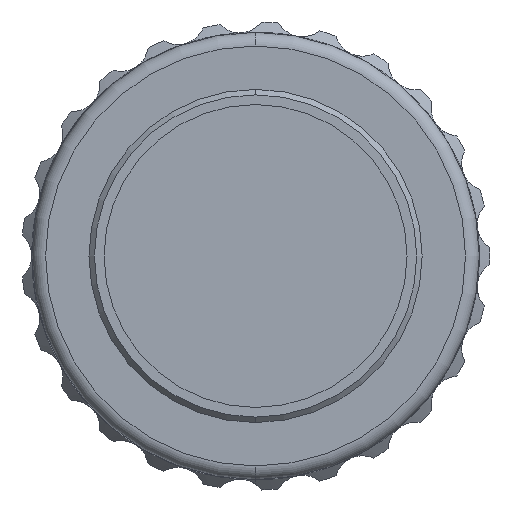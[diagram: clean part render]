
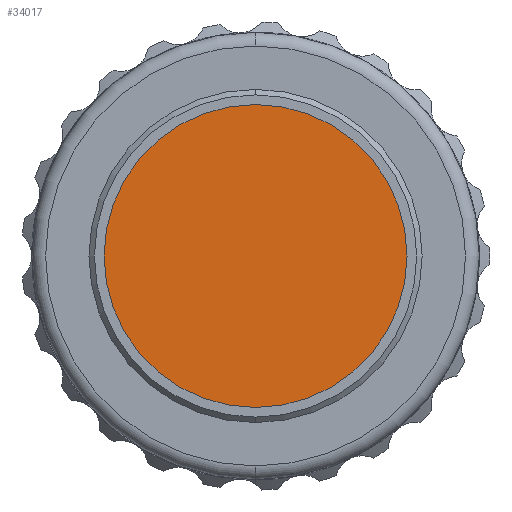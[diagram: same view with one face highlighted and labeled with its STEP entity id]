
A CAD part, left-side view. The second image highlights one B-rep face of the part: STEP entity #34017.
In plain terms, the highlighted planar face has unit normal (-1, 0, 0).
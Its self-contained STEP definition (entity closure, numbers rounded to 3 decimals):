
#5294 = CIRCLE ( 'NONE', #53139, 11. ) ;
#6012 = ORIENTED_EDGE ( 'NONE', *, *, #40175, .T. ) ;
#12039 = PLANE ( 'NONE',  #25089 ) ;
#12706 = EDGE_LOOP ( 'NONE', ( #6012, #23415 ) ) ;
#20662 = DIRECTION ( 'NONE',  ( -1., 0., 0. ) ) ;
#21132 = DIRECTION ( 'NONE',  ( -1., 0., 0. ) ) ;
#23396 = AXIS2_PLACEMENT_3D ( 'NONE', #52886, #30276, #33810 ) ;
#23415 = ORIENTED_EDGE ( 'NONE', *, *, #43281, .T. ) ;
#25089 = AXIS2_PLACEMENT_3D ( 'NONE', #29948, #21132, #47848 ) ;
#29581 = CARTESIAN_POINT ( 'NONE',  ( 1., 0., -11. ) ) ;
#29948 = CARTESIAN_POINT ( 'NONE',  ( 1., 0., 0. ) ) ;
#30276 = DIRECTION ( 'NONE',  ( -1., 0., 0. ) ) ;
#33810 = DIRECTION ( 'NONE',  ( 0., 0., 1. ) ) ;
#34017 = ADVANCED_FACE ( 'NONE', ( #47558 ), #12039, .T. ) ;
#34308 = VERTEX_POINT ( 'NONE', #29581 ) ;
#40175 = EDGE_CURVE ( 'NONE', #52382, #34308, #5294, .T. ) ;
#43281 = EDGE_CURVE ( 'NONE', #34308, #52382, #51525, .T. ) ;
#47558 = FACE_OUTER_BOUND ( 'NONE', #12706, .T. ) ;
#47752 = CARTESIAN_POINT ( 'NONE',  ( 1., 0., 11. ) ) ;
#47848 = DIRECTION ( 'NONE',  ( 0., 0., 1. ) ) ;
#51507 = CARTESIAN_POINT ( 'NONE',  ( 1., 0., 0. ) ) ;
#51525 = CIRCLE ( 'NONE', #23396, 11. ) ;
#52082 = DIRECTION ( 'NONE',  ( 0., 0., 1. ) ) ;
#52382 = VERTEX_POINT ( 'NONE', #47752 ) ;
#52886 = CARTESIAN_POINT ( 'NONE',  ( 1., 0., 0. ) ) ;
#53139 = AXIS2_PLACEMENT_3D ( 'NONE', #51507, #20662, #52082 ) ;
